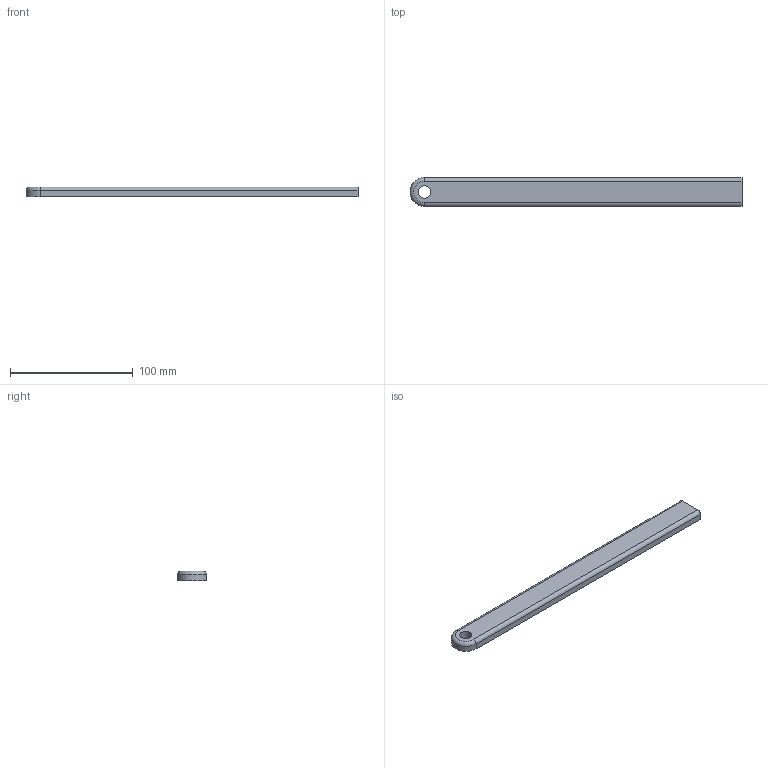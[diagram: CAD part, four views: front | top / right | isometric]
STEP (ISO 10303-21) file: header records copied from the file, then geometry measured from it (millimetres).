
FILE_DESCRIPTION(/* description */ (''),/* implementation_level */ '2;1');
FILE_NAME(/* name */ 'arm.step',/* time_stamp */ '2026-02-14T21:19:42Z',/* author */ (''),/* organization */ (''),/* preprocessor_version */ 'ST-DEVELOPER v20.1',/* originating_system */ 'Autodesk Translation Framework v14.24.0.0',/* authorisation */ '');
FILE_SCHEMA (('AUTOMOTIVE_DESIGN { 1 0 10303 214 3 1 1 }'));
Length unit declared in the file: millimetre
Products named in the file (1): arm
Bounding box: 270 x 23.51 x 8 mm (x, y, z)
Volume: 48171.1 mm3; surface area: 16901.4 mm2
Topology: 1 solids, 1 shells, 26 faces, 46 edges, 30 vertices
Faces by surface type: plane 13, cylinder 12, torus 1
Full cylindrical faces by diameter (mm): 5.1 x8, 10.05 x1
Entity records: 683 total; most frequent: DIRECTION 125, CARTESIAN_POINT 103, ORIENTED_EDGE 92, AXIS2_PLACEMENT_3D 52, EDGE_CURVE 46, EDGE_LOOP 36, VERTEX_POINT 30, FACE_OUTER_BOUND 26
